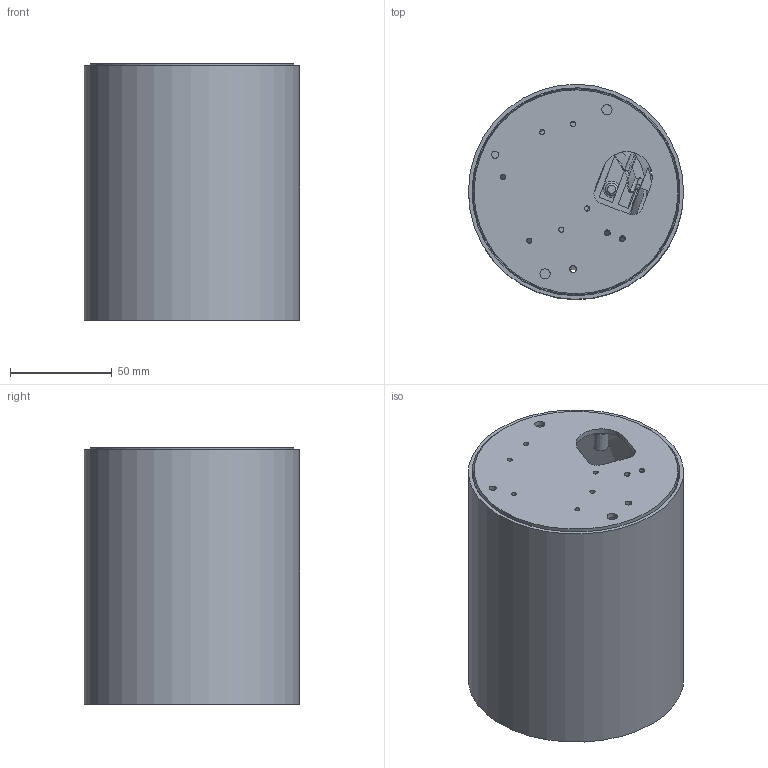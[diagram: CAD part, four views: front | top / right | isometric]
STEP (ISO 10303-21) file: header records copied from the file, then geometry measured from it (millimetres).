
FILE_DESCRIPTION(/* description */ ('This is a sample STEP configuration'),/* implementation_level */ '2;1');
FILE_NAME(/* name */ '527-0010xxxxxxxxx _Simple.ipt_Rev_00.stp',/* time_stamp */ '2022-03-10T15:14:53+01:00',/* author */ ('powerJobs'),/* organization */ ('coolOrange'),/* preprocessor_version */ 'ST-DEVELOPER v18.1',/* originating_system */ 'Autodesk Inventor 2020',/* authorisation */ '');
FILE_SCHEMA (('AUTOMOTIVE_DESIGN { 1 0 10303 214 3 1 1 }'));
Length unit declared in the file: millimetre
Products named in the file (1): ENG000025484
Bounding box: 105.49 x 105.49 x 126 mm (x, y, z)
Volume: 233934.1 mm3; surface area: 183738.9 mm2
Topology: 5 solids, 5 shells, 742 faces, 2031 edges, 1325 vertices
Faces by surface type: plane 254, bspline 199, cylinder 144, cone 86, torus 46, sphere 13
Full cylindrical faces by diameter (mm): 2.05 x10, 2.5 x12, 3.3 x1, 3.5 x1, 4.2 x2, 5 x2, 6 x1, 9.35 x1, 11 x1, 23 x2, 25 x2, 28.2 x2, 55 x1, 72 x1, 73 x2, 73.5 x1, 100 x1, 102 x1, 105.5 x1
Entity records: 35882 total; most frequent: CARTESIAN_POINT 18236, ORIENTED_EDGE 4036, DIRECTION 3283, EDGE_CURVE 2018, AXIS2_PLACEMENT_3D 1334, VERTEX_POINT 1325, EDGE_LOOP 823, FACE_OUTER_BOUND 742
